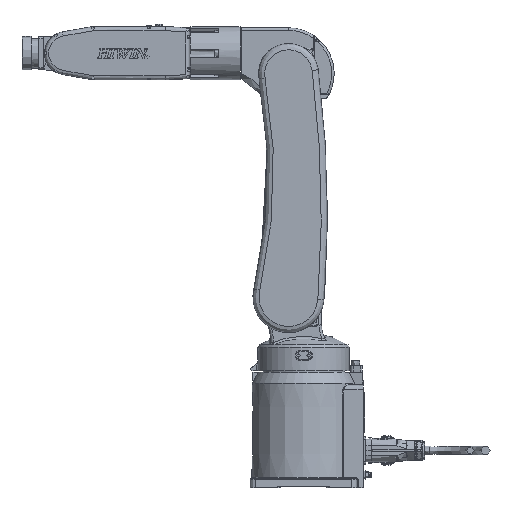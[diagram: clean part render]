
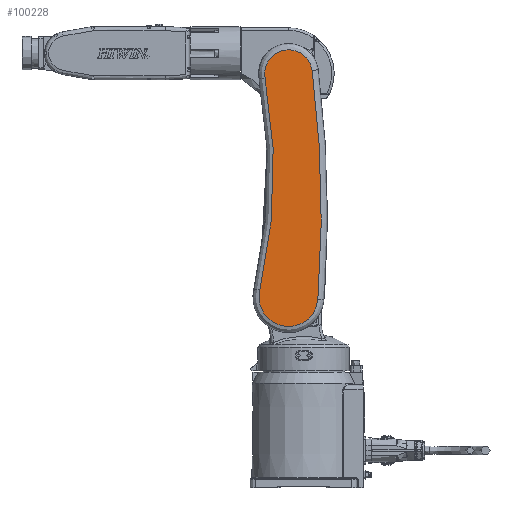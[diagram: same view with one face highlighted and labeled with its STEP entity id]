
A CAD part, left-side view. The second image highlights one B-rep face of the part: STEP entity #100228.
In plain terms, the highlighted face is planar.
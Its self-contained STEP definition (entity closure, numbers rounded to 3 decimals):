
#5663=CIRCLE('',#106917,58.);
#5668=CIRCLE('',#106923,1012.);
#5670=CIRCLE('',#106926,2188.);
#5673=CIRCLE('',#106930,47.);
#11118=FACE_OUTER_BOUND('',#17079,.T.);
#17079=EDGE_LOOP('',(#72708,#72709,#72710,#72711));
#42490=VERTEX_POINT('',#156147);
#42491=VERTEX_POINT('',#156148);
#42494=VERTEX_POINT('',#156157);
#42495=VERTEX_POINT('',#156161);
#53840=EDGE_CURVE('',#42490,#42491,#5663,.T.);
#53845=EDGE_CURVE('',#42491,#42494,#5668,.T.);
#53847=EDGE_CURVE('',#42495,#42490,#5670,.T.);
#53850=EDGE_CURVE('',#42494,#42495,#5673,.T.);
#72708=ORIENTED_EDGE('',*,*,#53845,.F.);
#72709=ORIENTED_EDGE('',*,*,#53840,.F.);
#72710=ORIENTED_EDGE('',*,*,#53847,.F.);
#72711=ORIENTED_EDGE('',*,*,#53850,.F.);
#96552=PLANE('',#106941);
#100228=ADVANCED_FACE('',(#11118),#96552,.T.);
#106917=AXIS2_PLACEMENT_3D('',#156149,#122218,#122219);
#106923=AXIS2_PLACEMENT_3D('',#156158,#122230,#122231);
#106926=AXIS2_PLACEMENT_3D('',#156162,#122236,#122237);
#106930=AXIS2_PLACEMENT_3D('',#156166,#122244,#122245);
#106941=AXIS2_PLACEMENT_3D('',#156185,#122268,#122269);
#122218=DIRECTION('center_axis',(0.,0.,
-1.));
#122219=DIRECTION('ref_axis',(0.155,0.988,0.));
#122230=DIRECTION('center_axis',(0.,0.,
1.));
#122231=DIRECTION('ref_axis',(-1.,0.024,0.));
#122236=DIRECTION('center_axis',(0.,0.,
-1.));
#122237=DIRECTION('ref_axis',(-1.,-0.025,0.));
#122244=DIRECTION('center_axis',(0.,0.,
-1.));
#122245=DIRECTION('ref_axis',(0.155,-0.988,0.));
#122268=DIRECTION('center_axis',(0.,0.,
1.));
#122269=DIRECTION('ref_axis',(-1.,0.,0.));
#156147=CARTESIAN_POINT('',(-57.822,4.537,164.));
#156148=CARTESIAN_POINT('',(56.438,-13.368,164.));
#156149=CARTESIAN_POINT('Origin',(0.,0.,
164.));
#156157=CARTESIAN_POINT('',(46.21,-431.417,164.));
#156158=CARTESIAN_POINT('Origin',(1041.193,-246.612,164.));
#156161=CARTESIAN_POINT('',(-46.615,-446.002,164.));
#156162=CARTESIAN_POINT('Origin',(2123.474,-166.612,164.));
#156166=CARTESIAN_POINT('Origin',(0.,-440.,
164.));
#156185=CARTESIAN_POINT('Origin',(-7.601,-211.849,164.));
